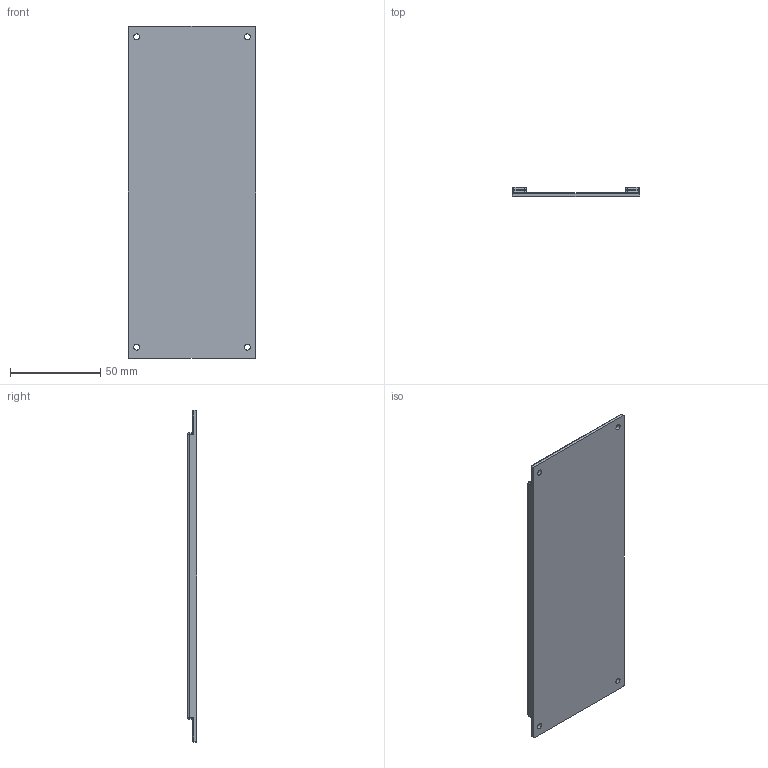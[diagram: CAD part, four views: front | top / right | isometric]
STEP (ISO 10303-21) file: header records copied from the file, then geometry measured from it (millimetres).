
FILE_DESCRIPTION(/* description */ (''),/* implementation_level */ '2;1');
FILE_NAME(/* name */ 'Mid Cover.step',/* time_stamp */ '2020-10-11T19:19:36-04:00',/* author */ (''),/* organization */ (''),/* preprocessor_version */ 'ST-DEVELOPER v18.1',/* originating_system */ 'Autodesk Translation Framework v9.3.0.1241',/* authorisation */ '');
FILE_SCHEMA (('AUTOMOTIVE_DESIGN { 1 0 10303 214 3 1 1 }'));
Length unit declared in the file: millimetre
Products named in the file (1): Mid Cover
Bounding box: 70.88 x 5 x 184 mm (x, y, z)
Volume: 33565.6 mm3; surface area: 28633.9 mm2
Topology: 1 solids, 1 shells, 74 faces, 164 edges, 88 vertices
Faces by surface type: cylinder 36, plane 14, sphere 12, torus 8, bspline 4
Full cylindrical faces by diameter (mm): 3.25 x4
Entity records: 2209 total; most frequent: CARTESIAN_POINT 535, DIRECTION 374, ORIENTED_EDGE 320, EDGE_CURVE 160, AXIS2_PLACEMENT_3D 151, VERTEX_POINT 88, EDGE_LOOP 82, CIRCLE 80
